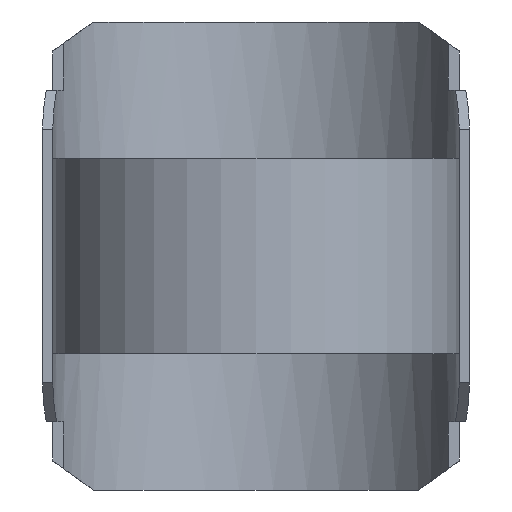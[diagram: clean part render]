
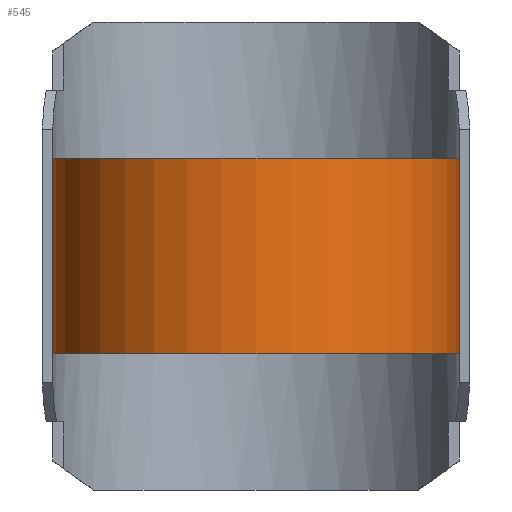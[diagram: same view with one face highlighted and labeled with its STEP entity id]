
A CAD part, front view. The second image highlights one B-rep face of the part: STEP entity #545.
In plain terms, the highlighted cylindrical face has radius 62.5 mm (diameter 125 mm), a partial arc.
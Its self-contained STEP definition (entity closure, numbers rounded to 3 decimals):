
#233 = VERTEX_POINT( '', #630 );
#239 = EDGE_CURVE( '', #233, #583, #636, .T. );
#287 = EDGE_CURVE( '', #329, #233, #690, .T. );
#313 = VERTEX_POINT( '', #717 );
#329 = VERTEX_POINT( '', #735 );
#545 = ADVANCED_FACE( '', ( #979 ), #980, .T. );
#565 = EDGE_CURVE( '', #329, #313, #1000, .T. );
#573 = EDGE_CURVE( '', #583, #313, #1008, .T. );
#583 = VERTEX_POINT( '', #1018 );
#630 = CARTESIAN_POINT( '', ( -62.5, 0., -30. ) );
#636 = CIRCLE( '', #1069, 62.5 );
#690 = LINE( '', #1169, #1170 );
#717 = CARTESIAN_POINT( '', ( 62.5, 0., 30. ) );
#735 = CARTESIAN_POINT( '', ( -62.5, 0., 30. ) );
#979 = FACE_OUTER_BOUND( '', #1621, .T. );
#980 = CYLINDRICAL_SURFACE( '', #1622, 62.5 );
#1000 = CIRCLE( '', #1651, 62.5 );
#1008 = LINE( '', #1665, #1666 );
#1018 = CARTESIAN_POINT( '', ( 62.5, 0., -30. ) );
#1069 = AXIS2_PLACEMENT_3D( '', #1775, #1776, #1777 );
#1169 = CARTESIAN_POINT( '', ( -62.5, 0., 0. ) );
#1170 = VECTOR( '', #1844, 1. );
#1621 = EDGE_LOOP( '', ( #2183, #2184, #2185, #2186 ) );
#1622 = AXIS2_PLACEMENT_3D( '', #2187, #2188, #2189 );
#1651 = AXIS2_PLACEMENT_3D( '', #2209, #2210, #2211 );
#1665 = CARTESIAN_POINT( '', ( 62.5, 0., 0. ) );
#1666 = VECTOR( '', #2217, 1. );
#1775 = CARTESIAN_POINT( '', ( 0., 0., -30. ) );
#1776 = DIRECTION( '', ( 0., 0., 1. ) );
#1777 = DIRECTION( '', ( 1., 0., 0. ) );
#1844 = DIRECTION( '', ( 0., 0., -1. ) );
#2183 = ORIENTED_EDGE( '', *, *, #573, .T. );
#2184 = ORIENTED_EDGE( '', *, *, #565, .F. );
#2185 = ORIENTED_EDGE( '', *, *, #287, .T. );
#2186 = ORIENTED_EDGE( '', *, *, #239, .T. );
#2187 = CARTESIAN_POINT( '', ( 0., 0., 30. ) );
#2188 = DIRECTION( '', ( 0., 0., 1. ) );
#2189 = DIRECTION( '', ( 1., 0., 0. ) );
#2209 = CARTESIAN_POINT( '', ( 0., 0., 30. ) );
#2210 = DIRECTION( '', ( 0., 0., 1. ) );
#2211 = DIRECTION( '', ( 1., 0., 0. ) );
#2217 = DIRECTION( '', ( 0., 0., 1. ) );
